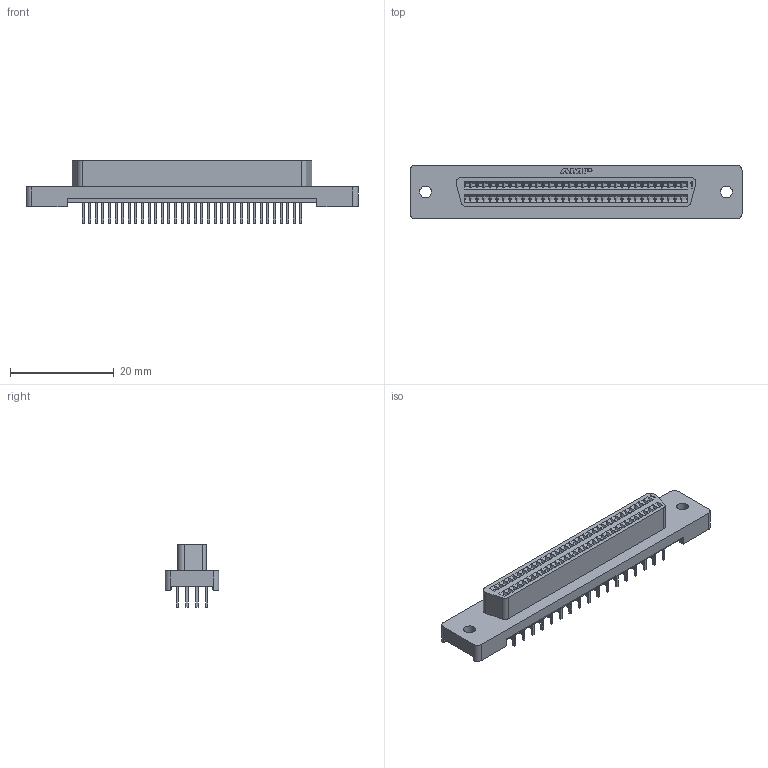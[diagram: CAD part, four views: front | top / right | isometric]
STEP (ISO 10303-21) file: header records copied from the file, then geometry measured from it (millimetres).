
FILE_DESCRIPTION((''),'2;1');
FILE_NAME('C-5749070-07-3','2007-08-31T',('workeradm'),('Tyco Electronics Corporation'),'PRO/ENGINEER BY PARAMETRIC TECHNOLOGY CORPORATION, 2005450','PRO/ENGINEER BY PARAMETRIC TECHNOLOGY CORPORATION, 2005450','');
FILE_SCHEMA(('CONFIG_CONTROL_DESIGN', 'GEOMETRIC_VALIDATION_PROPERTIES_MIM'));
Length unit declared in the file: millimetre
Products named in the file (1): C-5749070-07-3
Bounding box: 63.88 x 10.31 x 11.99 mm (x, y, z)
Volume: 2913.4 mm3; surface area: 3185.2 mm2
Topology: 1 solids, 1 shells, 983 faces, 2502 edges, 1664 vertices
Faces by surface type: plane 964, cylinder 17, extrusion 2
Entity records: 29197 total; most frequent: CARTESIAN_POINT 5192, ORIENTED_EDGE 5004, DIRECTION 4492, EDGE_CURVE 2502, VECTOR 2462, LINE 2460, VERTEX_POINT 1664, EDGE_LOOP 1130
